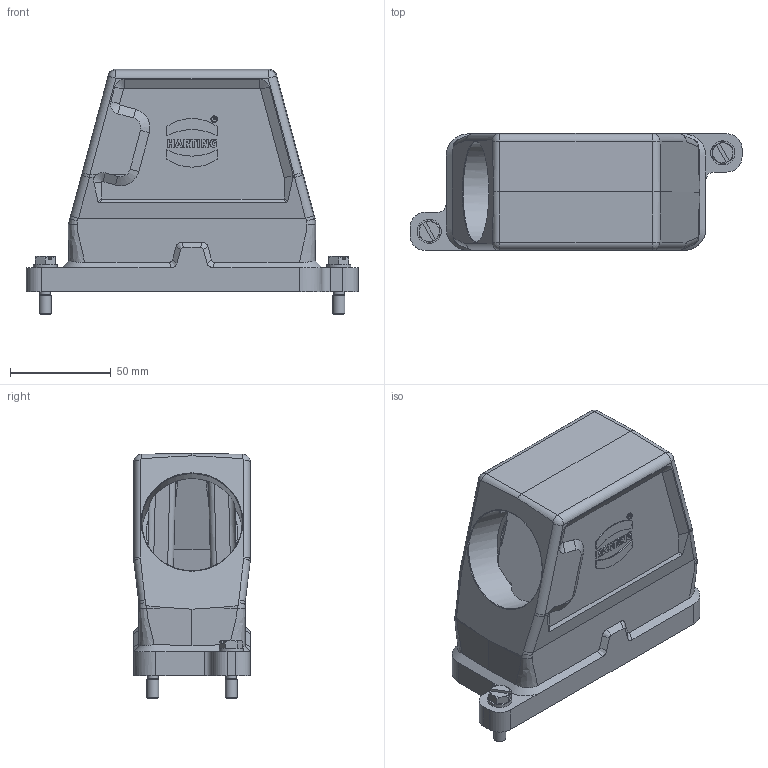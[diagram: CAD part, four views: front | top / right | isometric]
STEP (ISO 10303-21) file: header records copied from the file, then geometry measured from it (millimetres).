
FILE_DESCRIPTION(/* description */ (''),/* implementation_level */ '2;1');
FILE_NAME(/* name */ '100609723ugm000_b.stp',/* time_stamp */ '2017-11-06T09:07:29+01:00',/* author */ (''),/* organization */ (''),/* preprocessor_version */ 'ST-DEVELOPER v16',/* originating_system */ 'SIEMENS PLM Software NX 10.0',/* authorisation */ '');
FILE_SCHEMA (('AUTOMOTIVE_DESIGN { 1 0 10303 214 3 1 1 1 }'));
Length unit declared in the file: millimetre
Products named in the file (1): 100609723ugm000_b
Bounding box: 165 x 58 x 121.9 mm (x, y, z)
Volume: 205597.7 mm3; surface area: 81784.9 mm2
Topology: 3 solids, 3 shells, 477 faces, 1242 edges, 788 vertices
Faces by surface type: plane 228, cylinder 134, bspline 66, cone 43, sphere 4, extrusion 2
Full cylindrical faces by diameter (mm): 2.75 x1, 3 x4, 3.25 x1, 5 x2, 5.3 x2, 6 x2, 6.2 x4, 6.4 x2, 6.45 x2, 12 x2, 12.9 x2, 50 x1
Entity records: 21303 total; most frequent: CARTESIAN_POINT 6904, ORIENTED_EDGE 2320, DIRECTION 2187, EDGE_CURVE 1160, AXIS2_PLACEMENT_3D 777, VERTEX_POINT 771, VECTOR 633, LINE 631
